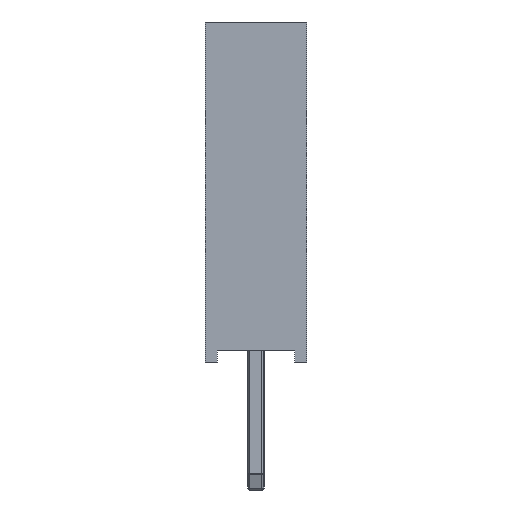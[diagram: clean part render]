
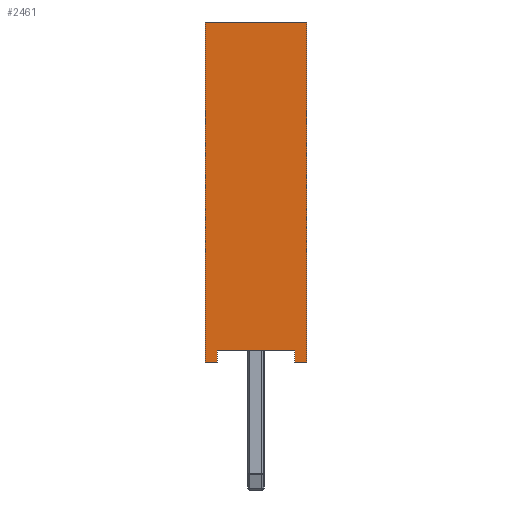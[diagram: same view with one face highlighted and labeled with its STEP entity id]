
A CAD part, left-side view. The second image highlights one B-rep face of the part: STEP entity #2461.
In plain terms, the highlighted planar face has unit normal (-1, 0, 0).
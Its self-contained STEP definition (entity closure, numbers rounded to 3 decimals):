
#365=FACE_OUTER_BOUND('',#516,.T.);
#516=EDGE_LOOP('',(#1617,#1618,#1619,#1620,#1621,#1622,#1623,#1624));
#682=LINE('',#3843,#868);
#684=LINE('',#3849,#870);
#687=LINE('',#3854,#873);
#692=LINE('',#3868,#878);
#693=LINE('',#3871,#879);
#696=LINE('',#3877,#882);
#697=LINE('',#3879,#883);
#698=LINE('',#3880,#884);
#868=VECTOR('',#3005,10.);
#870=VECTOR('',#3009,10.);
#873=VECTOR('',#3014,10.);
#878=VECTOR('',#3029,10.);
#879=VECTOR('',#3032,10.);
#882=VECTOR('',#3037,10.);
#883=VECTOR('',#3038,10.);
#884=VECTOR('',#3039,10.);
#1052=VERTEX_POINT('',#3837);
#1054=VERTEX_POINT('',#3841);
#1055=VERTEX_POINT('',#3845);
#1057=VERTEX_POINT('',#3848);
#1062=VERTEX_POINT('',#3866);
#1063=VERTEX_POINT('',#3870);
#1065=VERTEX_POINT('',#3876);
#1066=VERTEX_POINT('',#3878);
#1250=EDGE_CURVE('',#1052,#1054,#682,.T.);
#1252=EDGE_CURVE('',#1057,#1055,#684,.T.);
#1255=EDGE_CURVE('',#1054,#1057,#687,.T.);
#1264=EDGE_CURVE('',#1055,#1062,#692,.T.);
#1265=EDGE_CURVE('',#1063,#1052,#693,.T.);
#1268=EDGE_CURVE('',#1062,#1065,#696,.T.);
#1269=EDGE_CURVE('',#1066,#1065,#697,.T.);
#1270=EDGE_CURVE('',#1063,#1066,#698,.T.);
#1617=ORIENTED_EDGE('',*,*,#1250,.T.);
#1618=ORIENTED_EDGE('',*,*,#1255,.T.);
#1619=ORIENTED_EDGE('',*,*,#1252,.T.);
#1620=ORIENTED_EDGE('',*,*,#1264,.T.);
#1621=ORIENTED_EDGE('',*,*,#1268,.T.);
#1622=ORIENTED_EDGE('',*,*,#1269,.F.);
#1623=ORIENTED_EDGE('',*,*,#1270,.F.);
#1624=ORIENTED_EDGE('',*,*,#1265,.T.);
#2265=PLANE('',#2669);
#2461=ADVANCED_FACE('',(#365),#2265,.T.);
#2669=AXIS2_PLACEMENT_3D('',#3875,#3035,#3036);
#3005=DIRECTION('',(0.,0.,1.));
#3009=DIRECTION('',(0.,0.,-1.));
#3014=DIRECTION('',(0.,-1.,0.));
#3029=DIRECTION('',(0.,-1.,0.));
#3032=DIRECTION('',(0.,-1.,0.));
#3035=DIRECTION('center_axis',(-1.,0.,0.));
#3036=DIRECTION('ref_axis',(0.,-1.,0.));
#3037=DIRECTION('',(0.,0.,1.));
#3038=DIRECTION('',(0.,-1.,0.));
#3039=DIRECTION('',(0.,0.,1.));
#3837=CARTESIAN_POINT('',(-1.27,0.97,0.));
#3841=CARTESIAN_POINT('',(-1.27,0.97,0.3));
#3843=CARTESIAN_POINT('',(-1.27,0.97,0.));
#3845=CARTESIAN_POINT('',(-1.27,-0.97,0.));
#3848=CARTESIAN_POINT('',(-1.27,-0.97,0.3));
#3849=CARTESIAN_POINT('',(-1.27,-0.97,0.));
#3854=CARTESIAN_POINT('',(-1.27,0.635,0.3));
#3866=CARTESIAN_POINT('',(-1.27,-1.27,0.));
#3868=CARTESIAN_POINT('',(-1.27,1.27,0.));
#3870=CARTESIAN_POINT('',(-1.27,1.27,0.));
#3871=CARTESIAN_POINT('',(-1.27,1.27,0.));
#3875=CARTESIAN_POINT('Origin',(-1.27,1.27,0.));
#3876=CARTESIAN_POINT('',(-1.27,-1.27,8.5));
#3877=CARTESIAN_POINT('',(-1.27,-1.27,0.));
#3878=CARTESIAN_POINT('',(-1.27,1.27,8.5));
#3879=CARTESIAN_POINT('',(-1.27,1.27,8.5));
#3880=CARTESIAN_POINT('',(-1.27,1.27,0.));
